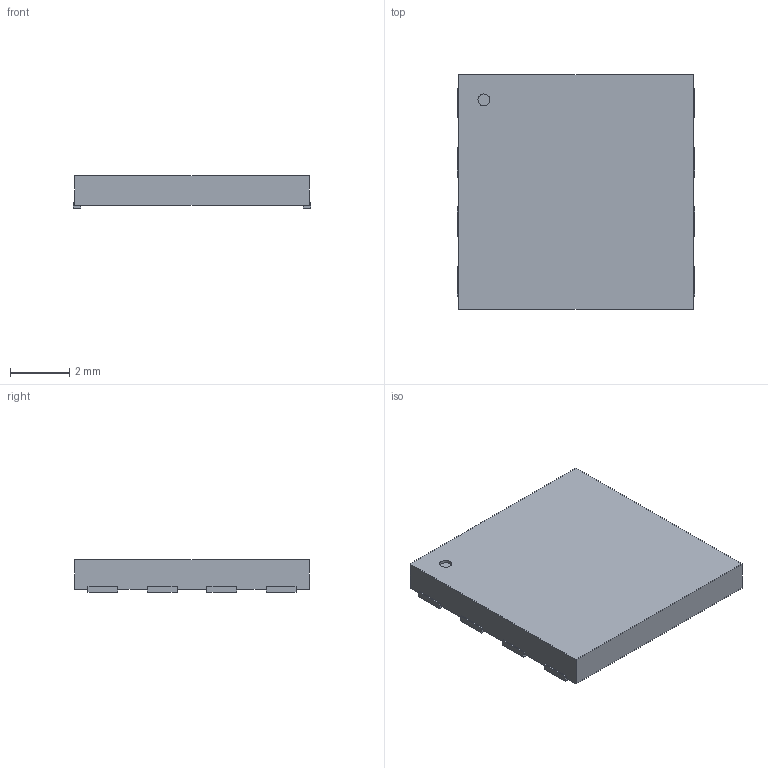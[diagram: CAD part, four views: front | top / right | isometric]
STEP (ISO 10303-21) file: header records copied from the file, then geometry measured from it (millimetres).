
FILE_DESCRIPTION(/* description */ ('model of Panasonic_HSON-8_8x8mm_P2.00mm'),/* implementation_level */ '2;1');
FILE_NAME(/* name */ 'Panasonic_HSON-8_8x8mm_P2.00mm.step',/* time_stamp */ '2018-11-02T18:06:45',/* author */ ('kicad StepUp','ksu'),/* organization */ ('FreeCAD'),/* preprocessor_version */ 'OCC',/* originating_system */ 'kicad StepUp',/* authorisation */ '');
FILE_SCHEMA(('AUTOMOTIVE_DESIGN { 1 0 10303 214 1 1 1 1 }'));
Length unit declared in the file: millimetre
Products named in the file (1): Panasonic_HSON_8_8x8mm_P200mm
Bounding box: 8 x 7.9 x 1.1 mm (x, y, z)
Volume: 62.6 mm3; surface area: 159.4 mm2
Topology: 1 solids, 1 shells, 56 faces, 159 edges, 106 vertices
Faces by surface type: plane 55, cylinder 1
Full cylindrical faces by diameter (mm): 0.4 x1
Entity records: 1279 total; most frequent: ORIENTED_EDGE 272, CARTESIAN_POINT 187, EDGE_CURVE 159, LINE 149, VERTEX_POINT 106, AXIS2_PLACEMENT_3D 58, FACE_BOUND 57, EDGE_LOOP 57
